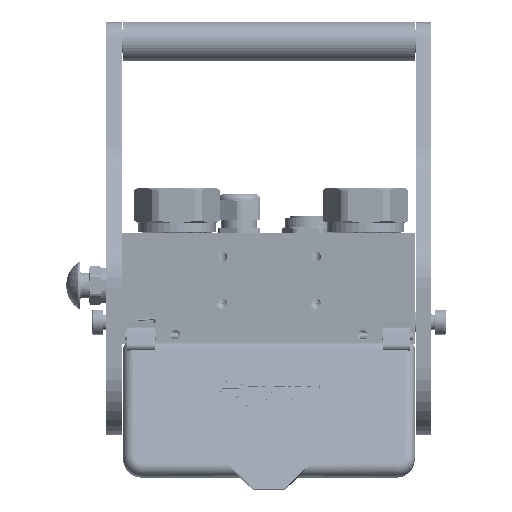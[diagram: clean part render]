
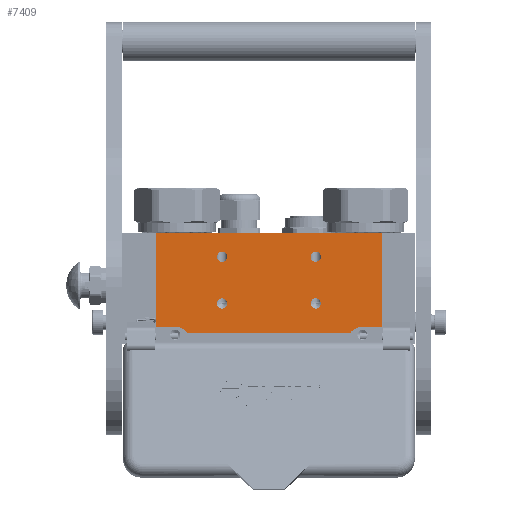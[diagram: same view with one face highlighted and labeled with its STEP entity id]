
A CAD part, left-side view. The second image highlights one B-rep face of the part: STEP entity #7409.
In plain terms, the highlighted face is planar.
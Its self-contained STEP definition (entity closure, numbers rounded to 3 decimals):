
#770 = AXIS2_PLACEMENT_3D ( 'NONE', #31432, #44929, #133574 ) ;
#2473 = CARTESIAN_POINT ( 'NONE',  ( 64., 15., -108. ) ) ;
#3813 = VERTEX_POINT ( 'NONE', #110144 ) ;
#4264 = CIRCLE ( 'NONE', #36724, 3.3 ) ;
#5832 = CARTESIAN_POINT ( 'NONE',  ( 124., 45., -108. ) ) ;
#7276 = CARTESIAN_POINT ( 'NONE',  ( 64., 45., -108. ) ) ;
#7409 = ADVANCED_FACE ( 'NONE', ( #37659, #138121, #63751, #162162, #158124 ), #121233, .T. ) ;
#8351 = VERTEX_POINT ( 'NONE', #52264 ) ;
#9170 = CARTESIAN_POINT ( 'NONE',  ( 124., 48.3, -108. ) ) ;
#10477 = EDGE_CURVE ( 'NONE', #17556, #126906, #68832, .T. ) ;
#11709 = CARTESIAN_POINT ( 'NONE',  ( 124., 11.7, -108. ) ) ;
#13420 = CIRCLE ( 'NONE', #76698, 3.3 ) ;
#14594 = ORIENTED_EDGE ( 'NONE', *, *, #92363, .F. ) ;
#15754 = VECTOR ( 'NONE', #81659, 1000. ) ;
#16961 = VERTEX_POINT ( 'NONE', #11709 ) ;
#17187 = CARTESIAN_POINT ( 'NONE',  ( 166.7, 0., -108. ) ) ;
#17289 = DIRECTION ( 'NONE',  ( 0., -1., 0. ) ) ;
#17556 = VERTEX_POINT ( 'NONE', #151071 ) ;
#17846 = DIRECTION ( 'NONE',  ( 0., -1., 0. ) ) ;
#20540 = AXIS2_PLACEMENT_3D ( 'NONE', #5832, #121324, #107288 ) ;
#21882 = DIRECTION ( 'NONE',  ( 0., 1., 0. ) ) ;
#22888 = VERTEX_POINT ( 'NONE', #99000 ) ;
#24707 = VERTEX_POINT ( 'NONE', #120963 ) ;
#26129 = VERTEX_POINT ( 'NONE', #143245 ) ;
#26897 = CIRCLE ( 'NONE', #78669, 3.3 ) ;
#27593 = DIRECTION ( 'NONE',  ( 0., -1., 0. ) ) ;
#30097 = CARTESIAN_POINT ( 'NONE',  ( 64., 45., -108. ) ) ;
#31432 = CARTESIAN_POINT ( 'NONE',  ( 166.7, 0., -108. ) ) ;
#32524 = EDGE_CURVE ( 'NONE', #101935, #51721, #52350, .T. ) ;
#32661 = ORIENTED_EDGE ( 'NONE', *, *, #32524, .F. ) ;
#34497 = CARTESIAN_POINT ( 'NONE',  ( 166.7, 60., -108. ) ) ;
#34754 = CARTESIAN_POINT ( 'NONE',  ( 21.3, 60., -108. ) ) ;
#35200 = CIRCLE ( 'NONE', #130791, 10. ) ;
#36198 = EDGE_CURVE ( 'NONE', #126906, #49803, #78161, .T. ) ;
#36266 = DIRECTION ( 'NONE',  ( 0., 1., 0. ) ) ;
#36724 = AXIS2_PLACEMENT_3D ( 'NONE', #30097, #147408, #17846 ) ;
#37412 = DIRECTION ( 'NONE',  ( 0., 0., -1. ) ) ;
#37659 = FACE_BOUND ( 'NONE', #157006, .T. ) ;
#41111 = DIRECTION ( 'NONE',  ( 0., -1., 0. ) ) ;
#42791 = VECTOR ( 'NONE', #21882, 1000. ) ;
#43021 = ORIENTED_EDGE ( 'NONE', *, *, #116363, .T. ) ;
#43045 = DIRECTION ( 'NONE',  ( 0., 0., -1. ) ) ;
#44929 = DIRECTION ( 'NONE',  ( 0., 0., -1. ) ) ;
#48082 = EDGE_CURVE ( 'NONE', #22888, #90838, #35200, .T. ) ;
#48567 = DIRECTION ( 'NONE',  ( 0.815, -0.58, 0. ) ) ;
#49044 = CARTESIAN_POINT ( 'NONE',  ( 21.3, 60., -108. ) ) ;
#49803 = VERTEX_POINT ( 'NONE', #163797 ) ;
#49829 = LINE ( 'NONE', #17187, #15754 ) ;
#49918 = DIRECTION ( 'NONE',  ( 0., 0., -1. ) ) ;
#51422 = EDGE_CURVE ( 'NONE', #123576, #26129, #4264, .T. ) ;
#51721 = VERTEX_POINT ( 'NONE', #9170 ) ;
#51914 = CARTESIAN_POINT ( 'NONE',  ( 166.7, 60., -108. ) ) ;
#52264 = CARTESIAN_POINT ( 'NONE',  ( 64., 18.3, -108. ) ) ;
#52350 = CIRCLE ( 'NONE', #20540, 3.3 ) ;
#54090 = EDGE_CURVE ( 'NONE', #16961, #24707, #83221, .T. ) ;
#54456 = VERTEX_POINT ( 'NONE', #34497 ) ;
#57496 = EDGE_CURVE ( 'NONE', #8351, #57950, #78147, .T. ) ;
#57950 = VERTEX_POINT ( 'NONE', #133791 ) ;
#59824 = CARTESIAN_POINT ( 'NONE',  ( 34., 70., -108. ) ) ;
#59991 = CARTESIAN_POINT ( 'NONE',  ( 21.3, 0., -108. ) ) ;
#62203 = CARTESIAN_POINT ( 'NONE',  ( 166.7, 0., -108. ) ) ;
#63217 = CIRCLE ( 'NONE', #148002, 10. ) ;
#63751 = FACE_BOUND ( 'NONE', #76749, .T. ) ;
#64250 = ORIENTED_EDGE ( 'NONE', *, *, #51422, .F. ) ;
#66615 = DIRECTION ( 'NONE',  ( -1., 0., 0. ) ) ;
#66798 = DIRECTION ( 'NONE',  ( 0., 0., -1. ) ) ;
#68832 = LINE ( 'NONE', #59991, #42791 ) ;
#71551 = EDGE_CURVE ( 'NONE', #51721, #101935, #13420, .T. ) ;
#72704 = DIRECTION ( 'NONE',  ( 0., 0., -1. ) ) ;
#73348 = LINE ( 'NONE', #92428, #151503 ) ;
#74550 = DIRECTION ( 'NONE',  ( -1., 0., 0. ) ) ;
#75730 = DIRECTION ( 'NONE',  ( 0., 1., 0. ) ) ;
#76698 = AXIS2_PLACEMENT_3D ( 'NONE', #126227, #49918, #75730 ) ;
#76749 = EDGE_LOOP ( 'NONE', ( #64250, #14594 ) ) ;
#78147 = CIRCLE ( 'NONE', #108374, 3.3 ) ;
#78161 = LINE ( 'NONE', #49044, #108239 ) ;
#78669 = AXIS2_PLACEMENT_3D ( 'NONE', #150478, #136964, #149934 ) ;
#79141 = ORIENTED_EDGE ( 'NONE', *, *, #36198, .T. ) ;
#79352 = ORIENTED_EDGE ( 'NONE', *, *, #48082, .F. ) ;
#81659 = DIRECTION ( 'NONE',  ( 0., 1., 0. ) ) ;
#81930 = AXIS2_PLACEMENT_3D ( 'NONE', #2473, #117967, #41111 ) ;
#82196 = AXIS2_PLACEMENT_3D ( 'NONE', #120434, #43045, #17289 ) ;
#82592 = ORIENTED_EDGE ( 'NONE', *, *, #139502, .F. ) ;
#83221 = CIRCLE ( 'NONE', #82196, 3.3 ) ;
#84991 = ORIENTED_EDGE ( 'NONE', *, *, #10477, .T. ) ;
#85625 = EDGE_CURVE ( 'NONE', #109323, #49803, #63217, .T. ) ;
#86197 = LINE ( 'NONE', #51914, #154581 ) ;
#86594 = ORIENTED_EDGE ( 'NONE', *, *, #124909, .F. ) ;
#86791 = CARTESIAN_POINT ( 'NONE',  ( 64., 15., -108. ) ) ;
#87079 = LINE ( 'NONE', #62203, #157339 ) ;
#88869 = DIRECTION ( 'NONE',  ( 1., 0., 0. ) ) ;
#90838 = VERTEX_POINT ( 'NONE', #153681 ) ;
#92363 = EDGE_CURVE ( 'NONE', #26129, #123576, #101853, .T. ) ;
#92428 = CARTESIAN_POINT ( 'NONE',  ( 145.854, 64.2, -108. ) ) ;
#94412 = EDGE_CURVE ( 'NONE', #24707, #16961, #26897, .T. ) ;
#94975 = EDGE_LOOP ( 'NONE', ( #125906, #43021, #84991, #79141, #115617, #82592, #79352, #86594 ) ) ;
#97981 = EDGE_LOOP ( 'NONE', ( #116418, #122756 ) ) ;
#99000 = CARTESIAN_POINT ( 'NONE',  ( 154., 60., -108. ) ) ;
#99128 = ORIENTED_EDGE ( 'NONE', *, *, #160975, .F. ) ;
#99811 = EDGE_CURVE ( 'NONE', #3813, #54456, #49829, .T. ) ;
#101853 = CIRCLE ( 'NONE', #160098, 3.3 ) ;
#101935 = VERTEX_POINT ( 'NONE', #129044 ) ;
#104391 = CARTESIAN_POINT ( 'NONE',  ( 154., 70., -108. ) ) ;
#107288 = DIRECTION ( 'NONE',  ( 0., -1., 0. ) ) ;
#108205 = DIRECTION ( 'NONE',  ( 0., 1., 0. ) ) ;
#108239 = VECTOR ( 'NONE', #88869, 1000. ) ;
#108374 = AXIS2_PLACEMENT_3D ( 'NONE', #86791, #37412, #36266 ) ;
#109323 = VERTEX_POINT ( 'NONE', #165499 ) ;
#109865 = DIRECTION ( 'NONE',  ( 0., 0., -1. ) ) ;
#110144 = CARTESIAN_POINT ( 'NONE',  ( 166.7, 0., -108. ) ) ;
#115617 = ORIENTED_EDGE ( 'NONE', *, *, #85625, .F. ) ;
#116363 = EDGE_CURVE ( 'NONE', #3813, #17556, #87079, .T. ) ;
#116418 = ORIENTED_EDGE ( 'NONE', *, *, #54090, .F. ) ;
#117967 = DIRECTION ( 'NONE',  ( 0., 0., -1. ) ) ;
#119858 = CIRCLE ( 'NONE', #81930, 3.3 ) ;
#120434 = CARTESIAN_POINT ( 'NONE',  ( 124., 15., -108. ) ) ;
#120963 = CARTESIAN_POINT ( 'NONE',  ( 124., 18.3, -108. ) ) ;
#121233 = PLANE ( 'NONE',  #770 ) ;
#121324 = DIRECTION ( 'NONE',  ( 0., 0., -1. ) ) ;
#122756 = ORIENTED_EDGE ( 'NONE', *, *, #94412, .F. ) ;
#123576 = VERTEX_POINT ( 'NONE', #153613 ) ;
#124909 = EDGE_CURVE ( 'NONE', #54456, #22888, #86197, .T. ) ;
#125906 = ORIENTED_EDGE ( 'NONE', *, *, #99811, .F. ) ;
#126227 = CARTESIAN_POINT ( 'NONE',  ( 124., 45., -108. ) ) ;
#126906 = VERTEX_POINT ( 'NONE', #34754 ) ;
#129044 = CARTESIAN_POINT ( 'NONE',  ( 124., 41.7, -108. ) ) ;
#130791 = AXIS2_PLACEMENT_3D ( 'NONE', #104391, #66798, #27593 ) ;
#133574 = DIRECTION ( 'NONE',  ( -1., 0., 0. ) ) ;
#133791 = CARTESIAN_POINT ( 'NONE',  ( 64., 11.7, -108. ) ) ;
#136964 = DIRECTION ( 'NONE',  ( 0., 0., -1. ) ) ;
#138121 = FACE_BOUND ( 'NONE', #97981, .T. ) ;
#138732 = EDGE_LOOP ( 'NONE', ( #99128, #151089 ) ) ;
#139502 = EDGE_CURVE ( 'NONE', #90838, #109323, #73348, .T. ) ;
#143245 = CARTESIAN_POINT ( 'NONE',  ( 64., 48.3, -108. ) ) ;
#147408 = DIRECTION ( 'NONE',  ( 0., 0., -1. ) ) ;
#148002 = AXIS2_PLACEMENT_3D ( 'NONE', #59824, #72704, #48567 ) ;
#149934 = DIRECTION ( 'NONE',  ( 0., 1., 0. ) ) ;
#150478 = CARTESIAN_POINT ( 'NONE',  ( 124., 15., -108. ) ) ;
#151071 = CARTESIAN_POINT ( 'NONE',  ( 21.3, 0., -108. ) ) ;
#151089 = ORIENTED_EDGE ( 'NONE', *, *, #57496, .F. ) ;
#151503 = VECTOR ( 'NONE', #66615, 1000. ) ;
#153613 = CARTESIAN_POINT ( 'NONE',  ( 64., 41.7, -108. ) ) ;
#153681 = CARTESIAN_POINT ( 'NONE',  ( 145.854, 64.2, -108. ) ) ;
#154581 = VECTOR ( 'NONE', #155178, 1000. ) ;
#155178 = DIRECTION ( 'NONE',  ( -1., 0., 0. ) ) ;
#157006 = EDGE_LOOP ( 'NONE', ( #32661, #160926 ) ) ;
#157339 = VECTOR ( 'NONE', #74550, 1000. ) ;
#158124 = FACE_OUTER_BOUND ( 'NONE', #94975, .T. ) ;
#160098 = AXIS2_PLACEMENT_3D ( 'NONE', #7276, #109865, #108205 ) ;
#160926 = ORIENTED_EDGE ( 'NONE', *, *, #71551, .F. ) ;
#160975 = EDGE_CURVE ( 'NONE', #57950, #8351, #119858, .T. ) ;
#162162 = FACE_BOUND ( 'NONE', #138732, .T. ) ;
#163797 = CARTESIAN_POINT ( 'NONE',  ( 34., 60., -108. ) ) ;
#165499 = CARTESIAN_POINT ( 'NONE',  ( 42.146, 64.2, -108. ) ) ;
